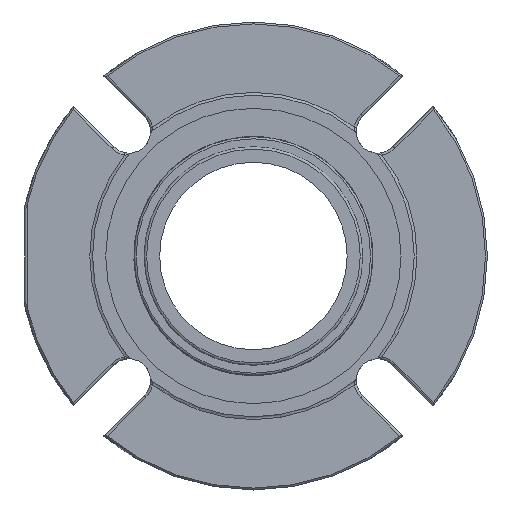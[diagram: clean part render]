
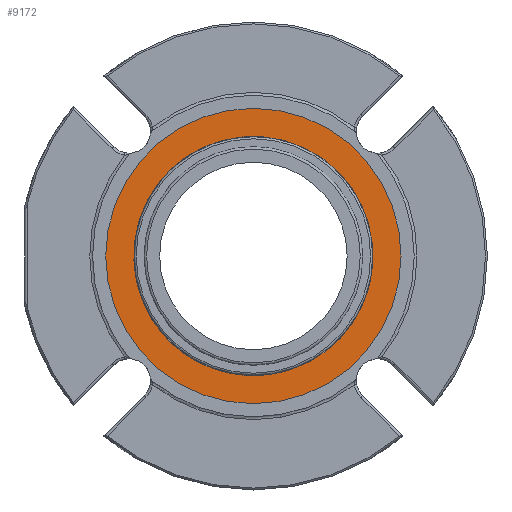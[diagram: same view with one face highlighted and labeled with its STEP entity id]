
A CAD part, left-side view. The second image highlights one B-rep face of the part: STEP entity #9172.
In plain terms, the highlighted planar face has unit normal (-1, 0, 0).
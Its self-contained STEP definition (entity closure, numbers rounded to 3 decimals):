
#1697=PLANE('',#10085);
#3939=ORIENTED_EDGE('',*,*,#5626,.T.);
#3940=ORIENTED_EDGE('',*,*,#5625,.F.);
#5625=EDGE_CURVE('',#6591,#6591,#7188,.F.);
#5626=EDGE_CURVE('',#6592,#6592,#7189,.T.);
#6591=VERTEX_POINT('',#18840);
#6592=VERTEX_POINT('',#18843);
#7188=CIRCLE('',#10084,48.578);
#7189=CIRCLE('',#10086,60.033);
#7773=EDGE_LOOP('',(#3939));
#7774=EDGE_LOOP('',(#3940));
#8411=FACE_BOUND('',#7773,.T.);
#8412=FACE_BOUND('',#7774,.T.);
#9172=ADVANCED_FACE('',(#8411,#8412),#1697,.F.);
#10084=AXIS2_PLACEMENT_3D('',#18839,#12263,#12264);
#10085=AXIS2_PLACEMENT_3D('',#18841,#12265,#12266);
#10086=AXIS2_PLACEMENT_3D('',#18842,#12267,#12268);
#12263=DIRECTION('',(1.,0.,0.));
#12264=DIRECTION('',(0.,0.,-1.));
#12265=DIRECTION('',(1.,0.,0.));
#12266=DIRECTION('',(0.,0.,-1.));
#12267=DIRECTION('',(-1.,0.,0.));
#12268=DIRECTION('',(0.,0.,1.));
#18839=CARTESIAN_POINT('',(5.766,0.,0.));
#18840=CARTESIAN_POINT('',(5.766,0.,-48.578));
#18841=CARTESIAN_POINT('',(5.766,0.,60.033));
#18842=CARTESIAN_POINT('',(5.766,0.,0.));
#18843=CARTESIAN_POINT('',(5.766,0.,60.033));
